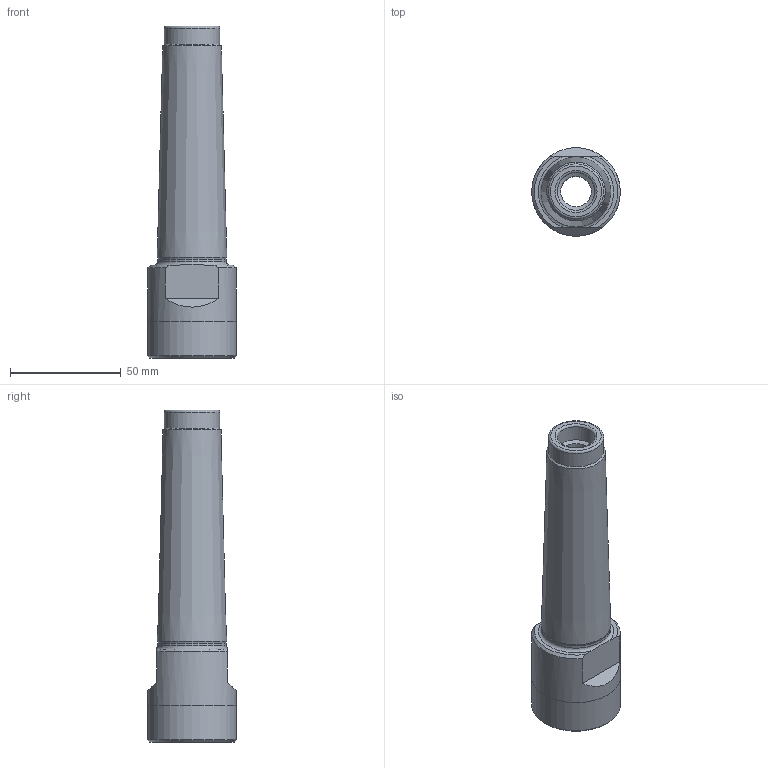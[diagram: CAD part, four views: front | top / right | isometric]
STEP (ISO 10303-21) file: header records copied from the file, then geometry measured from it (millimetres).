
FILE_DESCRIPTION(/* description */ (''),/* implementation_level */ '2;1');
FILE_NAME(/* name */ '270413200.stp',/* time_stamp */ '2021-01-08T12:42:39',/* author */ ('LRA'),/* organization */ ('REGO-FIX'),/* preprocessor_version */ ' Unknown',/* originating_system */ 'SIEMENS PLM Software Solid Edge ST10',/* authorization */ 'Unknown');
FILE_SCHEMA (('AUTOMOTIVE_DESIGN { 1 0 10303 214 2 1 1}'));
Length unit declared in the file: millimetre
Products named in the file (1): NOCUT
Bounding box: 40 x 40 x 150 mm (x, y, z)
Volume: 79448 mm3; surface area: 24515.2 mm2
Topology: 1 solids, 1 shells, 31 faces, 74 edges, 45 vertices
Faces by surface type: cone 10, cylinder 9, plane 8, torus 4
Full cylindrical faces by diameter (mm): 13.835 x2, 17 x2, 23.5 x1, 25 x1, 31 x1, 40 x2
Entity records: 994 total; most frequent: DIRECTION 140, CARTESIAN_POINT 139, ORIENTED_EDGE 92, AXIS2_PLACEMENT_3D 65, EDGE_LOOP 54, FACE_BOUND 54, EDGE_CURVE 46, VERTEX_POINT 38
